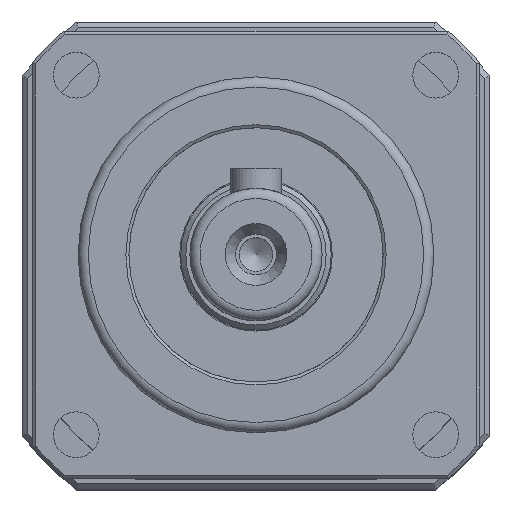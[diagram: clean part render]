
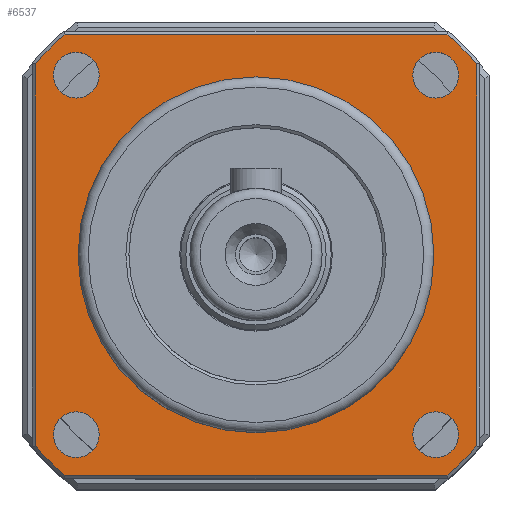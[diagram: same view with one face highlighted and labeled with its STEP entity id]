
A CAD part, top view. The second image highlights one B-rep face of the part: STEP entity #6537.
In plain terms, the highlighted planar face has unit normal (0, 0, 1).
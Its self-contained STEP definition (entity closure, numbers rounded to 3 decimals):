
#5031=CARTESIAN_POINT('',(-15.428,17.678,0.0));
#5032=VERTEX_POINT('',#5031);
#5033=CARTESIAN_POINT('',(-17.678,17.678,0.0));
#5034=DIRECTION('',(0.0,0.0,1.0));
#5035=DIRECTION('',(1.0,0.0,0.0));
#5036=AXIS2_PLACEMENT_3D('',#5033,#5034,#5035);
#5037=CIRCLE('',#5036,2.25);
#5038=EDGE_CURVE('',#5032,#5032,#5037,.T.);
#5059=CARTESIAN_POINT('',(-15.428,-17.678,0.0));
#5060=VERTEX_POINT('',#5059);
#5061=CARTESIAN_POINT('',(-17.678,-17.678,0.0));
#5062=DIRECTION('',(0.0,0.0,1.0));
#5063=DIRECTION('',(1.0,0.0,0.0));
#5064=AXIS2_PLACEMENT_3D('',#5061,#5062,#5063);
#5065=CIRCLE('',#5064,2.25);
#5066=EDGE_CURVE('',#5060,#5060,#5065,.T.);
#5087=CARTESIAN_POINT('',(19.928,-17.678,0.0));
#5088=VERTEX_POINT('',#5087);
#5089=CARTESIAN_POINT('',(17.678,-17.678,0.0));
#5090=DIRECTION('',(0.0,0.0,1.0));
#5091=DIRECTION('',(1.0,0.0,0.0));
#5092=AXIS2_PLACEMENT_3D('',#5089,#5090,#5091);
#5093=CIRCLE('',#5092,2.25);
#5094=EDGE_CURVE('',#5088,#5088,#5093,.T.);
#5115=CARTESIAN_POINT('',(19.928,17.678,0.0));
#5116=VERTEX_POINT('',#5115);
#5117=CARTESIAN_POINT('',(17.678,17.678,0.0));
#5118=DIRECTION('',(0.0,0.0,1.0));
#5119=DIRECTION('',(1.0,0.0,0.0));
#5120=AXIS2_PLACEMENT_3D('',#5117,#5118,#5119);
#5121=CIRCLE('',#5120,2.25);
#5122=EDGE_CURVE('',#5116,#5116,#5121,.T.);
#5135=CARTESIAN_POINT('',(-17.5,0.0,0.0));
#5136=VERTEX_POINT('',#5135);
#5137=CARTESIAN_POINT('',(0.0,0.0,0.0));
#5138=DIRECTION('',(0.0,0.0,1.0));
#5139=DIRECTION('',(1.0,0.0,0.0));
#5140=AXIS2_PLACEMENT_3D('',#5137,#5138,#5139);
#5141=CIRCLE('',#5140,17.5);
#5142=EDGE_CURVE('',#5136,#5136,#5141,.T.);
#6447=CARTESIAN_POINT('',(22.0,-22.,0.0));
#6448=DIRECTION('',(0.0,0.0,1.0));
#6449=DIRECTION('',(1.0,0.0,0.0));
#6450=AXIS2_PLACEMENT_3D('',#6447,#6448,#6449);
#6451=PLANE('',#6450);
#6452=CARTESIAN_POINT('',(-18.783,-21.7,0.0));
#6453=VERTEX_POINT('',#6452);
#6454=CARTESIAN_POINT('',(18.783,-21.7,0.0));
#6455=VERTEX_POINT('',#6454);
#6456=CARTESIAN_POINT('',(-18.783,-21.7,0.0));
#6457=DIRECTION('',(1.0,0.0,0.0));
#6458=VECTOR('',#6457,37.566);
#6459=LINE('',#6456,#6458);
#6460=EDGE_CURVE('',#6453,#6455,#6459,.T.);
#6461=ORIENTED_EDGE('',*,*,#6460,.T.);
#6462=CARTESIAN_POINT('',(21.7,-18.783,0.0));
#6463=VERTEX_POINT('',#6462);
#6464=CARTESIAN_POINT('',(0.0,0.0,0.0));
#6465=DIRECTION('',(0.0,0.0,1.0));
#6466=DIRECTION('',(1.0,0.0,0.0));
#6467=AXIS2_PLACEMENT_3D('',#6464,#6465,#6466);
#6468=CIRCLE('',#6467,28.7);
#6469=EDGE_CURVE('',#6455,#6463,#6468,.T.);
#6470=ORIENTED_EDGE('',*,*,#6469,.T.);
#6471=CARTESIAN_POINT('',(21.7,18.783,0.0));
#6472=VERTEX_POINT('',#6471);
#6473=CARTESIAN_POINT('',(21.7,-18.783,0.0));
#6474=DIRECTION('',(0.0,1.0,0.0));
#6475=VECTOR('',#6474,37.566);
#6476=LINE('',#6473,#6475);
#6477=EDGE_CURVE('',#6463,#6472,#6476,.T.);
#6478=ORIENTED_EDGE('',*,*,#6477,.T.);
#6479=CARTESIAN_POINT('',(18.783,21.7,0.0));
#6480=VERTEX_POINT('',#6479);
#6481=CARTESIAN_POINT('',(0.0,0.0,0.0));
#6482=DIRECTION('',(0.0,0.0,1.0));
#6483=DIRECTION('',(1.0,0.0,0.0));
#6484=AXIS2_PLACEMENT_3D('',#6481,#6482,#6483);
#6485=CIRCLE('',#6484,28.7);
#6486=EDGE_CURVE('',#6472,#6480,#6485,.T.);
#6487=ORIENTED_EDGE('',*,*,#6486,.T.);
#6488=CARTESIAN_POINT('',(-18.783,21.7,0.0));
#6489=VERTEX_POINT('',#6488);
#6490=CARTESIAN_POINT('',(18.783,21.7,0.0));
#6491=DIRECTION('',(-1.0,0.0,0.0));
#6492=VECTOR('',#6491,37.566);
#6493=LINE('',#6490,#6492);
#6494=EDGE_CURVE('',#6480,#6489,#6493,.T.);
#6495=ORIENTED_EDGE('',*,*,#6494,.T.);
#6496=CARTESIAN_POINT('',(-21.7,18.783,0.0));
#6497=VERTEX_POINT('',#6496);
#6498=CARTESIAN_POINT('',(0.0,0.0,0.0));
#6499=DIRECTION('',(0.0,0.0,1.0));
#6500=DIRECTION('',(1.0,0.0,0.0));
#6501=AXIS2_PLACEMENT_3D('',#6498,#6499,#6500);
#6502=CIRCLE('',#6501,28.7);
#6503=EDGE_CURVE('',#6489,#6497,#6502,.T.);
#6504=ORIENTED_EDGE('',*,*,#6503,.T.);
#6505=CARTESIAN_POINT('',(-21.7,-18.783,0.0));
#6506=VERTEX_POINT('',#6505);
#6507=CARTESIAN_POINT('',(-21.7,18.783,0.0));
#6508=DIRECTION('',(0.0,-1.0,0.0));
#6509=VECTOR('',#6508,37.566);
#6510=LINE('',#6507,#6509);
#6511=EDGE_CURVE('',#6497,#6506,#6510,.T.);
#6512=ORIENTED_EDGE('',*,*,#6511,.T.);
#6513=CARTESIAN_POINT('',(0.0,0.0,0.0));
#6514=DIRECTION('',(0.0,0.0,1.0));
#6515=DIRECTION('',(1.0,0.0,0.0));
#6516=AXIS2_PLACEMENT_3D('',#6513,#6514,#6515);
#6517=CIRCLE('',#6516,28.7);
#6518=EDGE_CURVE('',#6506,#6453,#6517,.T.);
#6519=ORIENTED_EDGE('',*,*,#6518,.T.);
#6520=EDGE_LOOP('',(#6461,#6470,#6478,#6487,#6495,#6504,#6512,#6519));
#6521=FACE_OUTER_BOUND('',#6520,.T.);
#6522=ORIENTED_EDGE('',*,*,#5038,.F.);
#6523=EDGE_LOOP('',(#6522));
#6524=FACE_BOUND('',#6523,.T.);
#6525=ORIENTED_EDGE('',*,*,#5066,.F.);
#6526=EDGE_LOOP('',(#6525));
#6527=FACE_BOUND('',#6526,.T.);
#6528=ORIENTED_EDGE('',*,*,#5094,.F.);
#6529=EDGE_LOOP('',(#6528));
#6530=FACE_BOUND('',#6529,.T.);
#6531=ORIENTED_EDGE('',*,*,#5122,.F.);
#6532=EDGE_LOOP('',(#6531));
#6533=FACE_BOUND('',#6532,.T.);
#6534=ORIENTED_EDGE('',*,*,#5142,.F.);
#6535=EDGE_LOOP('',(#6534));
#6536=FACE_BOUND('',#6535,.T.);
#6537=ADVANCED_FACE('',(#6521,#6524,#6527,#6530,#6533,#6536),#6451,.T.);
